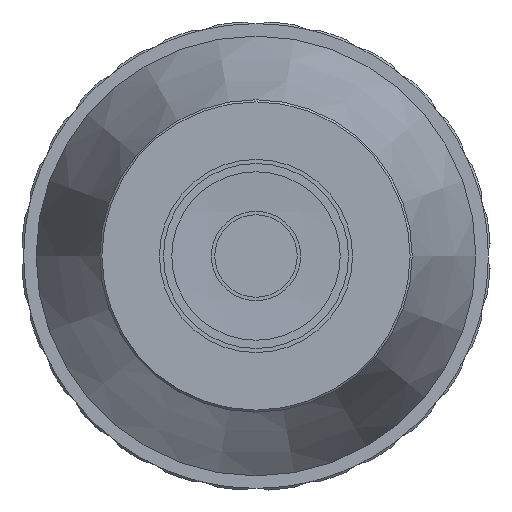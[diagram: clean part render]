
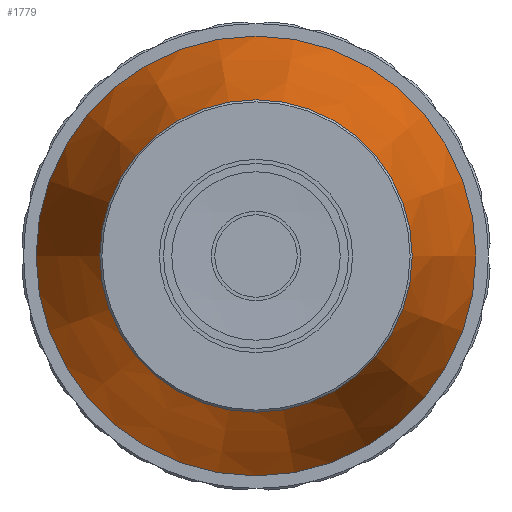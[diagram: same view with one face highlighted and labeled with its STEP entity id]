
A CAD part, left-side view. The second image highlights one B-rep face of the part: STEP entity #1779.
In plain terms, the highlighted conical face has half-angle 17.988 degrees and reference radius 53.5 mm.
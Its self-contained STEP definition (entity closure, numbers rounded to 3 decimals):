
#46 = DIRECTION ( 'NONE',  ( 1., 0., 0. ) ) ;
#539 = VERTEX_POINT ( 'NONE', #3560 ) ;
#719 = AXIS2_PLACEMENT_3D ( 'NONE', #1542, #1580, #2563 ) ;
#917 = CIRCLE ( 'NONE', #719, 38. ) ;
#1020 = CARTESIAN_POINT ( 'NONE',  ( -21.102, 0., 0. ) ) ;
#1149 = ORIENTED_EDGE ( 'NONE', *, *, #2119, .T. ) ;
#1318 = CARTESIAN_POINT ( 'NONE',  ( -21.102, 0., 0. ) ) ;
#1487 = CARTESIAN_POINT ( 'NONE',  ( -68.84, 38., 0. ) ) ;
#1520 = CONICAL_SURFACE ( 'NONE', #3799, 53.5, 0.314 ) ;
#1542 = CARTESIAN_POINT ( 'NONE',  ( -68.84, 0., 0. ) ) ;
#1580 = DIRECTION ( 'NONE',  ( 1., 0., 0. ) ) ;
#1660 = FACE_BOUND ( 'NONE', #2222, .T. ) ;
#1779 = ADVANCED_FACE ( 'NONE', ( #1660, #4366 ), #1520, .T. ) ;
#2119 = EDGE_CURVE ( 'NONE', #3849, #3849, #917, .T. ) ;
#2156 = AXIS2_PLACEMENT_3D ( 'NONE', #1020, #2318, #4332 ) ;
#2222 = EDGE_LOOP ( 'NONE', ( #1149 ) ) ;
#2318 = DIRECTION ( 'NONE',  ( -1., 0., 0. ) ) ;
#2563 = DIRECTION ( 'NONE',  ( 0., 1., 0. ) ) ;
#3320 = ORIENTED_EDGE ( 'NONE', *, *, #3729, .T. ) ;
#3560 = CARTESIAN_POINT ( 'NONE',  ( -21.102, 53.5, 0. ) ) ;
#3726 = DIRECTION ( 'NONE',  ( 0., 1., 0. ) ) ;
#3729 = EDGE_CURVE ( 'NONE', #539, #539, #4076, .T. ) ;
#3799 = AXIS2_PLACEMENT_3D ( 'NONE', #1318, #46, #3726 ) ;
#3849 = VERTEX_POINT ( 'NONE', #1487 ) ;
#4076 = CIRCLE ( 'NONE', #2156, 53.5 ) ;
#4332 = DIRECTION ( 'NONE',  ( 0., 1., 0. ) ) ;
#4366 = FACE_OUTER_BOUND ( 'NONE', #4379, .T. ) ;
#4379 = EDGE_LOOP ( 'NONE', ( #3320 ) ) ;
